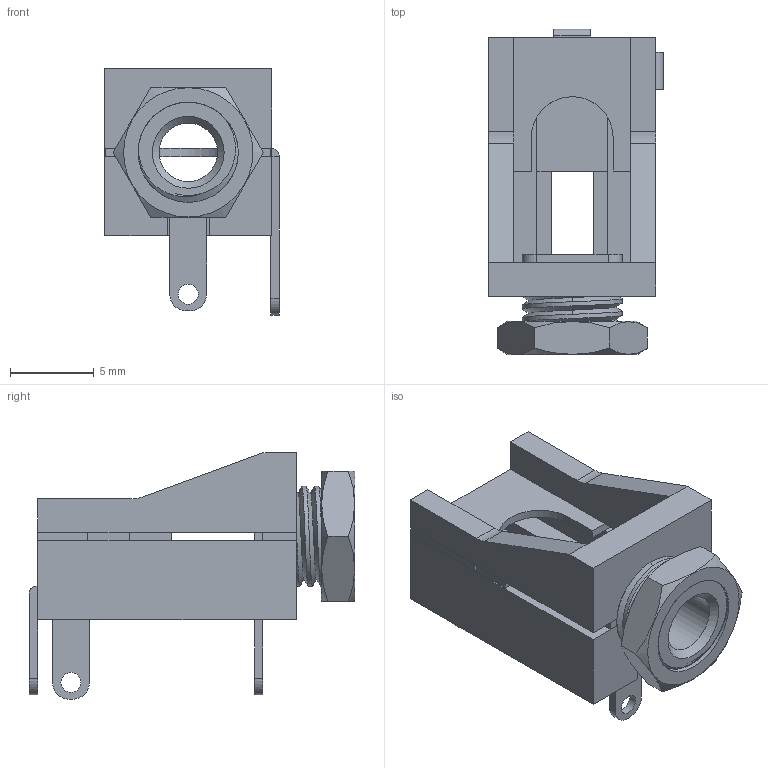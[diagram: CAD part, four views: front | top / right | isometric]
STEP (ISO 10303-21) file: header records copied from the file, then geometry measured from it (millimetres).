
FILE_DESCRIPTION(('FreeCAD Model'),'2;1');
FILE_NAME('PJ302M_Hex_nut.step','2021-03-19T22:48:30',('Author'),(''), 'Open CASCADE STEP processor 7.3','FreeCAD','Unknown');
FILE_SCHEMA(('AUTOMOTIVE_DESIGN { 1 0 10303 214 1 1 1 1 }'));
Length unit declared in the file: millimetre
Products named in the file (5): Hex_nut; T; TN; Hole; Body
Bounding box: 10.45 x 19.5 x 14.75 mm (x, y, z)
Volume: 818.1 mm3; surface area: 1830.9 mm2
Topology: 5 solids, 5 shells, 157 faces, 399 edges, 245 vertices
Faces by surface type: plane 114, cylinder 28, bspline 12, sphere 2, cone 1
Full cylindrical faces by diameter (mm): 1.2 x3, 3.5 x1, 6 x6
Entity records: 13712 total; most frequent: CARTESIAN_POINT 5672, DIRECTION 1412, LINE 931, VECTOR 931, ORIENTED_EDGE 800, PCURVE 798, DEFINITIONAL_REPRESENTATION 798, EDGE_CURVE 399
